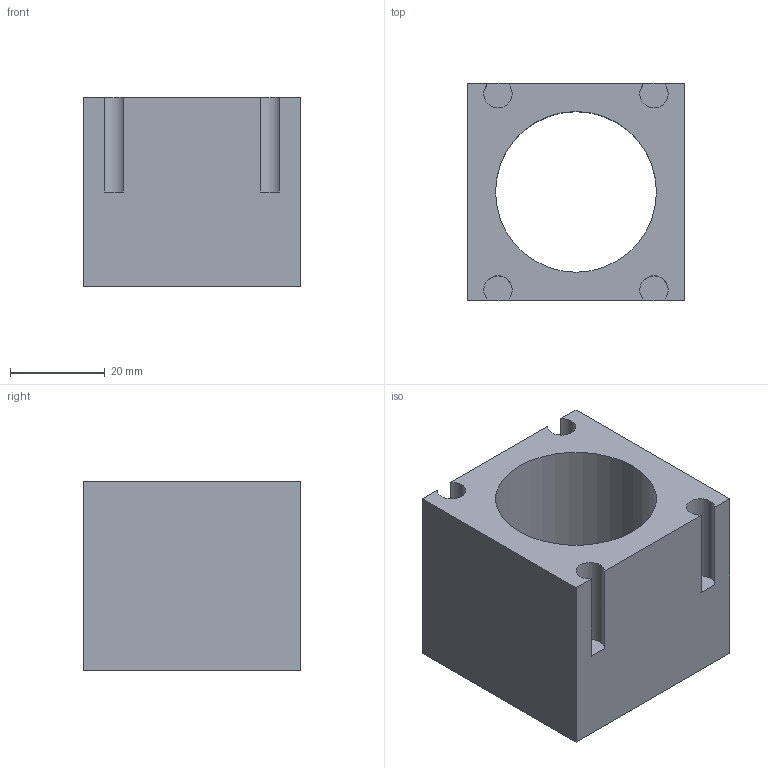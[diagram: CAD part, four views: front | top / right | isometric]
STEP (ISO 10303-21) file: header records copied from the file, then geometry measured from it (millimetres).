
FILE_DESCRIPTION(('FreeCAD Model'),'2;1');
FILE_NAME('OptionE_piece2.step','2019-03-26T14:38:49', ('Author'),(''),'Open CASCADE STEP processor 7.0','FreeCAD','Unknown' );
FILE_SCHEMA(('AUTOMOTIVE_DESIGN { 1 0 10303 214 1 1 1 1 }'));
Length unit declared in the file: millimetre
Products named in the file (1): Pocket001
Bounding box: 46 x 46 x 40 mm (x, y, z)
Volume: 46224.4 mm3; surface area: 14892.3 mm2
Topology: 1 solids, 1 shells, 19 faces, 51 edges, 34 vertices
Faces by surface type: plane 10, cylinder 9
Full cylindrical faces by diameter (mm): 34 x1
Entity records: 1297 total; most frequent: CARTESIAN_POINT 291, DIRECTION 177, ORIENTED_EDGE 102, PCURVE 102, DEFINITIONAL_REPRESENTATION 102, LINE 93, VECTOR 93, EDGE_CURVE 51
